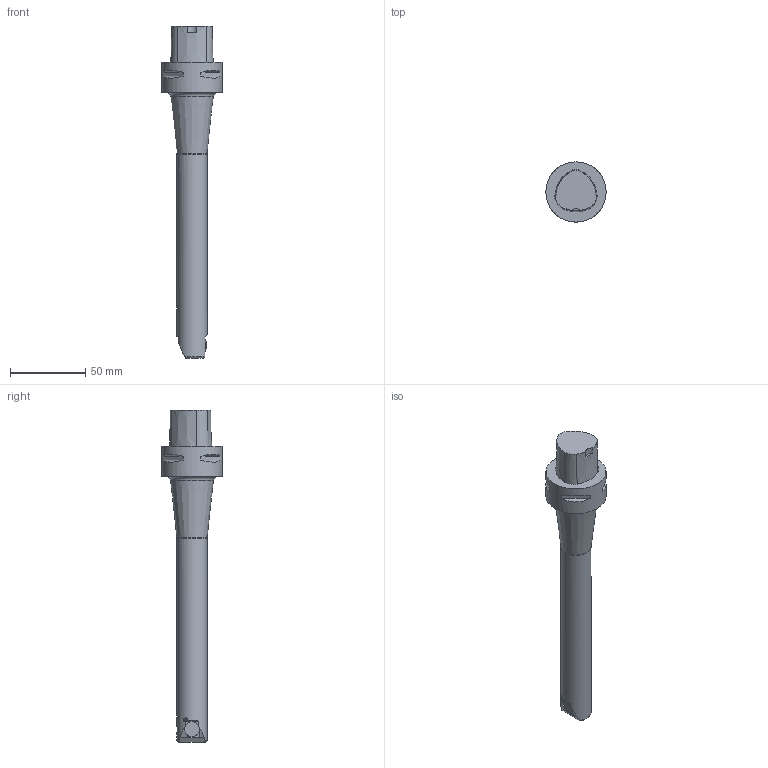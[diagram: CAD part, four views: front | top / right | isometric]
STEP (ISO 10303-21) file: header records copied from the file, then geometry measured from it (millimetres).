
FILE_DESCRIPTION(/* description */ (''),/* implementation_level */ '2;1');
FILE_NAME(/* name */ '1559123050195.stp',/* time_stamp */ '2019-05-29T11:44:13+02:00',/* author */ (''),/* organization */ ('SMS'),/* preprocessor_version */ 'ST-DEVELOPER v15',/* originating_system */ 'SIEMENS PLM Software NX 8.5',/* authorisation */ '');
FILE_SCHEMA (('AUTOMOTIVE_DESIGN { 1 0 10303 214 3 1 1 1 }'));
Length unit declared in the file: millimetre
Products named in the file (1): 202057742mod000_01
Bounding box: 40 x 40 x 220.5 mm (x, y, z)
Volume: 100166 mm3; surface area: 19399.6 mm2
Topology: 2 solids, 2 shells, 310 faces, 862 edges, 573 vertices
Faces by surface type: plane 269, cylinder 23, cone 13, torus 4, sphere 1
Full cylindrical faces by diameter (mm): 1.6 x1, 2 x1, 2.1 x1, 2.36 x1, 2.4 x1, 4 x2, 4.2 x1, 4.5 x1, 4.506 x1, 10 x2, 20 x1, 40 x1
Entity records: 10423 total; most frequent: CARTESIAN_POINT 2811, ORIENTED_EDGE 1648, DIRECTION 1411, EDGE_CURVE 824, VERTEX_POINT 557, LINE 515, VECTOR 515, AXIS2_PLACEMENT_3D 448
